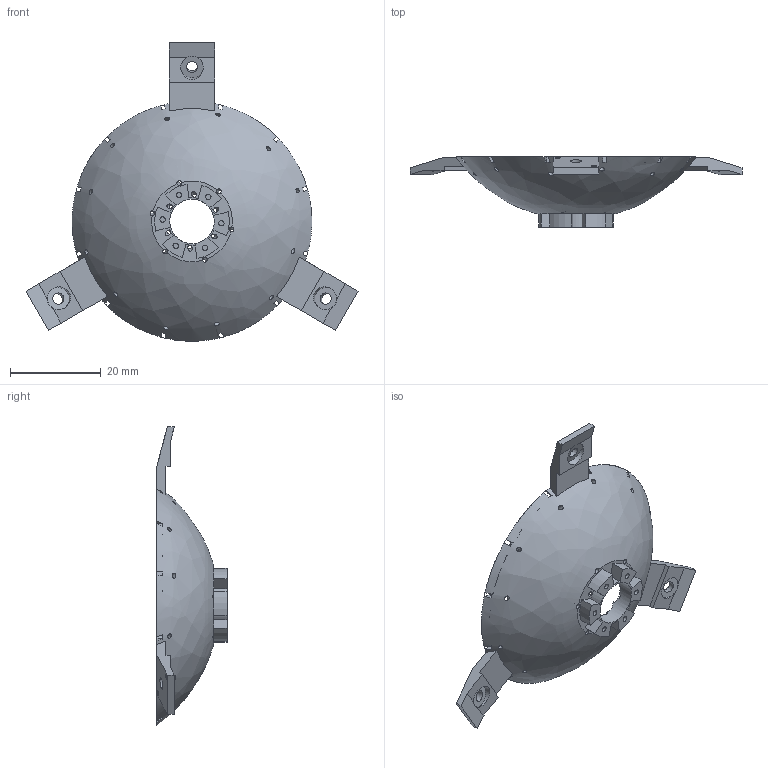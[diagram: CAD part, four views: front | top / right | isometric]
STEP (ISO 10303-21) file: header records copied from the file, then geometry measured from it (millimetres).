
FILE_DESCRIPTION(/* description */ (''),/* implementation_level */ '2;1');
FILE_NAME(/* name */ 'SORCERER_v2_RDDS.step',/* time_stamp */ '2021-05-26T12:20:18+02:00',/* author */ (''),/* organization */ (''),/* preprocessor_version */ 'ST-DEVELOPER v18.1',/* originating_system */ 'Autodesk Translation Framework v9.7.0.1280',/* authorisation */ '');
FILE_SCHEMA (('AUTOMOTIVE_DESIGN { 1 0 10303 214 3 1 1 }'));
Length unit declared in the file: millimetre
Products named in the file (5): SORCERER_v2_RDDS; SORCERER_v2_basic_structure; SORCERER_v2_RDDS_mount; SORCERER_v2_RDDS_mount_1; SORCERER_v2_RDDS_mount_2
Assembly tree (4 placements, depth 2):
  SORCERER_v2_RDDS
    SORCERER_v2_basic_structure
    SORCERER_v2_RDDS_mount
    SORCERER_v2_RDDS_mount_1
    SORCERER_v2_RDDS_mount_2
Bounding box: 73.33 x 15.5 x 65.92 mm (x, y, z)
Volume: 7157 mm3; surface area: 8144 mm2
Topology: 4 solids, 4 shells, 584 faces, 1784 edges, 1186 vertices
Faces by surface type: plane 441, cylinder 121, cone 12, sphere 6, bspline 4
Full cylindrical faces by diameter (mm): 1 x18, 1.18 x6, 2.5 x3, 5 x3, 9.819 x1
Entity records: 20790 total; most frequent: CARTESIAN_POINT 4699, ORIENTED_EDGE 3540, DIRECTION 3146, EDGE_CURVE 1770, LINE 1252, VECTOR 1252, VERTEX_POINT 1182, AXIS2_PLACEMENT_3D 947
